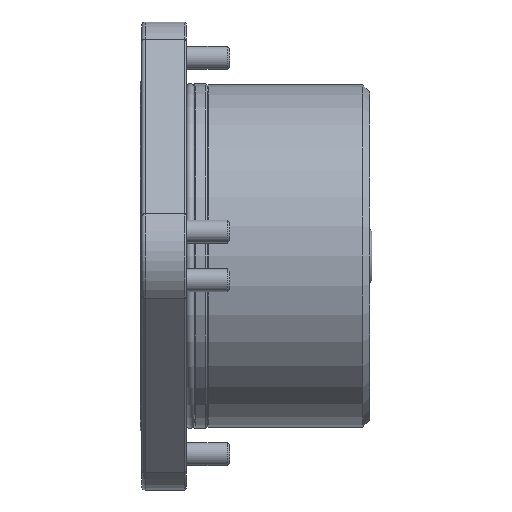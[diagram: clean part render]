
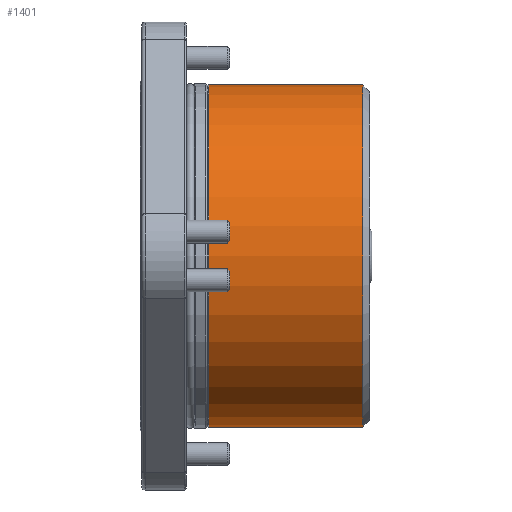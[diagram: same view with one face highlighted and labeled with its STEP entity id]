
A CAD part, left-side view. The second image highlights one B-rep face of the part: STEP entity #1401.
In plain terms, the highlighted cylindrical face has radius 37.3 mm (diameter 74.6 mm), a full revolution.
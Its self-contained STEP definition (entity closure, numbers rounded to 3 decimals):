
#104 = DIRECTION ( 'NONE',  ( 0., 1., 0. ) ) ;
#279 = DIRECTION ( 'NONE',  ( 1., 0., 0. ) ) ;
#1251 = DIRECTION ( 'NONE',  ( 0., 1., 0. ) ) ;
#1401 = ADVANCED_FACE ( 'NONE', ( #8492, #12586 ), #12486, .T. ) ;
#1487 = DIRECTION ( 'NONE',  ( 0., 1., 0. ) ) ;
#2193 = CARTESIAN_POINT ( 'NONE',  ( 37.3, -48.5, 0. ) ) ;
#2419 = DIRECTION ( 'NONE',  ( 1., 0., 0. ) ) ;
#2898 = CARTESIAN_POINT ( 'NONE',  ( 0., -12.352, 0. ) ) ;
#2967 = VERTEX_POINT ( 'NONE', #3969 ) ;
#3657 = CIRCLE ( 'NONE', #17169, 37.3 ) ;
#3969 = CARTESIAN_POINT ( 'NONE',  ( 37.3, -14.9, 0. ) ) ;
#4245 = EDGE_CURVE ( 'NONE', #6514, #6514, #6162, .T. ) ;
#4863 = EDGE_LOOP ( 'NONE', ( #15829 ) ) ;
#6162 = CIRCLE ( 'NONE', #8457, 37.3 ) ;
#6514 = VERTEX_POINT ( 'NONE', #2193 ) ;
#8457 = AXIS2_PLACEMENT_3D ( 'NONE', #15522, #1487, #15430 ) ;
#8492 = FACE_OUTER_BOUND ( 'NONE', #4863, .T. ) ;
#9462 = CARTESIAN_POINT ( 'NONE',  ( 0., -14.9, 0. ) ) ;
#10117 = ORIENTED_EDGE ( 'NONE', *, *, #4245, .T. ) ;
#12486 = CYLINDRICAL_SURFACE ( 'NONE', #17077, 37.3 ) ;
#12586 = FACE_OUTER_BOUND ( 'NONE', #13413, .T. ) ;
#13413 = EDGE_LOOP ( 'NONE', ( #10117 ) ) ;
#15430 = DIRECTION ( 'NONE',  ( 1., 0., 0. ) ) ;
#15522 = CARTESIAN_POINT ( 'NONE',  ( 0., -48.5, 0. ) ) ;
#15829 = ORIENTED_EDGE ( 'NONE', *, *, #17075, .F. ) ;
#17075 = EDGE_CURVE ( 'NONE', #2967, #2967, #3657, .T. ) ;
#17077 = AXIS2_PLACEMENT_3D ( 'NONE', #2898, #104, #279 ) ;
#17169 = AXIS2_PLACEMENT_3D ( 'NONE', #9462, #1251, #2419 ) ;
